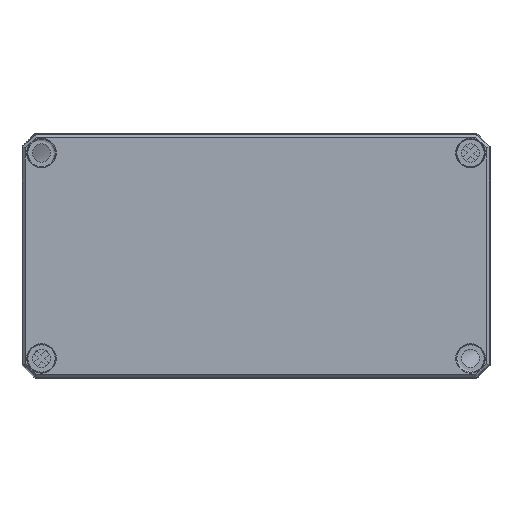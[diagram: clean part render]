
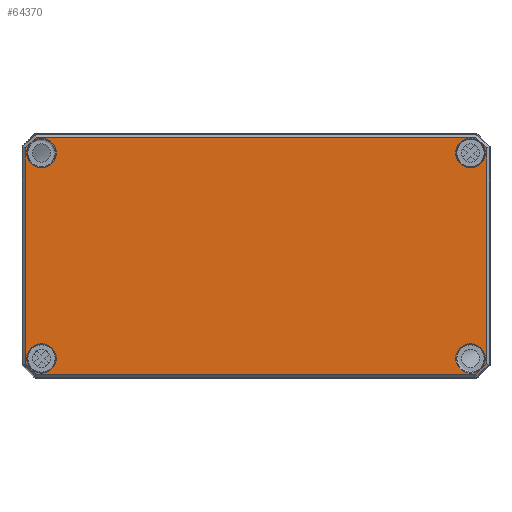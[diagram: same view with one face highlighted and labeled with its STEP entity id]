
A CAD part, top view. The second image highlights one B-rep face of the part: STEP entity #64370.
In plain terms, the highlighted planar face has unit normal (0, 0, 1).
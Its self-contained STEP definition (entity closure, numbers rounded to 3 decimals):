
#1871=CIRCLE('',#67735,5.672);
#1875=CIRCLE('',#67741,5.672);
#1876=CIRCLE('',#67742,5.672);
#1877=CIRCLE('',#67743,5.672);
#1878=CIRCLE('',#67744,5.672);
#1879=CIRCLE('',#67745,5.672);
#2852=FACE_BOUND('',#11330,.T.);
#2853=FACE_BOUND('',#11331,.T.);
#2854=FACE_BOUND('',#11332,.T.);
#2855=FACE_BOUND('',#11333,.T.);
#4082=PLANE('',#67740);
#7323=FACE_OUTER_BOUND('',#11329,.T.);
#11329=EDGE_LOOP('',(#56806,#56807,#56808,#56809,#56810,#56811,#56812,#56813));
#11330=EDGE_LOOP('',(#56814,#56815));
#11331=EDGE_LOOP('',(#56816,#56817));
#11332=EDGE_LOOP('',(#56818));
#11333=EDGE_LOOP('',(#56819));
#16418=LINE('',#114836,#21466);
#16419=LINE('',#114838,#21467);
#16420=LINE('',#114840,#21468);
#16421=LINE('',#114842,#21469);
#16422=LINE('',#114844,#21470);
#16423=LINE('',#114846,#21471);
#16424=LINE('',#114848,#21472);
#16425=LINE('',#114849,#21473);
#21466=VECTOR('',#78622,10.);
#21467=VECTOR('',#78623,10.);
#21468=VECTOR('',#78624,10.);
#21469=VECTOR('',#78625,10.);
#21470=VECTOR('',#78626,10.);
#21471=VECTOR('',#78627,10.);
#21472=VECTOR('',#78628,10.);
#21473=VECTOR('',#78629,10.);
#30315=VERTEX_POINT('',#114824);
#30318=VERTEX_POINT('',#114834);
#30319=VERTEX_POINT('',#114835);
#30320=VERTEX_POINT('',#114837);
#30321=VERTEX_POINT('',#114839);
#30322=VERTEX_POINT('',#114841);
#30323=VERTEX_POINT('',#114843);
#30324=VERTEX_POINT('',#114845);
#30325=VERTEX_POINT('',#114847);
#30326=VERTEX_POINT('',#114850);
#30327=VERTEX_POINT('',#114851);
#30328=VERTEX_POINT('',#114854);
#30329=VERTEX_POINT('',#114855);
#30330=VERTEX_POINT('',#114858);
#39234=EDGE_CURVE('',#30315,#30315,#1871,.T.);
#39239=EDGE_CURVE('',#30318,#30319,#16418,.T.);
#39240=EDGE_CURVE('',#30320,#30318,#16419,.T.);
#39241=EDGE_CURVE('',#30321,#30320,#16420,.T.);
#39242=EDGE_CURVE('',#30322,#30321,#16421,.T.);
#39243=EDGE_CURVE('',#30323,#30322,#16422,.T.);
#39244=EDGE_CURVE('',#30324,#30323,#16423,.T.);
#39245=EDGE_CURVE('',#30325,#30324,#16424,.T.);
#39246=EDGE_CURVE('',#30319,#30325,#16425,.T.);
#39247=EDGE_CURVE('',#30326,#30327,#1875,.T.);
#39248=EDGE_CURVE('',#30327,#30326,#1876,.T.);
#39249=EDGE_CURVE('',#30328,#30329,#1877,.T.);
#39250=EDGE_CURVE('',#30329,#30328,#1878,.T.);
#39251=EDGE_CURVE('',#30330,#30330,#1879,.T.);
#56806=ORIENTED_EDGE('',*,*,#39239,.F.);
#56807=ORIENTED_EDGE('',*,*,#39240,.F.);
#56808=ORIENTED_EDGE('',*,*,#39241,.F.);
#56809=ORIENTED_EDGE('',*,*,#39242,.F.);
#56810=ORIENTED_EDGE('',*,*,#39243,.F.);
#56811=ORIENTED_EDGE('',*,*,#39244,.F.);
#56812=ORIENTED_EDGE('',*,*,#39245,.F.);
#56813=ORIENTED_EDGE('',*,*,#39246,.F.);
#56814=ORIENTED_EDGE('',*,*,#39247,.F.);
#56815=ORIENTED_EDGE('',*,*,#39248,.F.);
#56816=ORIENTED_EDGE('',*,*,#39249,.F.);
#56817=ORIENTED_EDGE('',*,*,#39250,.F.);
#56818=ORIENTED_EDGE('',*,*,#39251,.F.);
#56819=ORIENTED_EDGE('',*,*,#39234,.F.);
#64370=ADVANCED_FACE('',(#7323,#2852,#2853,#2854,#2855),#4082,.T.);
#67735=AXIS2_PLACEMENT_3D('',#114825,#78609,#78610);
#67740=AXIS2_PLACEMENT_3D('',#114833,#78620,#78621);
#67741=AXIS2_PLACEMENT_3D('',#114852,#78630,#78631);
#67742=AXIS2_PLACEMENT_3D('',#114853,#78632,#78633);
#67743=AXIS2_PLACEMENT_3D('',#114856,#78634,#78635);
#67744=AXIS2_PLACEMENT_3D('',#114857,#78636,#78637);
#67745=AXIS2_PLACEMENT_3D('',#114859,#78638,#78639);
#78609=DIRECTION('center_axis',(0.,0.,1.));
#78610=DIRECTION('ref_axis',(-1.,0.,0.));
#78620=DIRECTION('center_axis',(0.,0.,1.));
#78621=DIRECTION('ref_axis',(1.,0.,0.));
#78622=DIRECTION('',(0.707,-0.707,0.));
#78623=DIRECTION('',(1.,0.,0.));
#78624=DIRECTION('',(0.707,0.707,0.));
#78625=DIRECTION('',(0.,1.,0.));
#78626=DIRECTION('',(-0.707,0.707,0.));
#78627=DIRECTION('',(-1.,0.,0.));
#78628=DIRECTION('',(-0.707,-0.707,0.));
#78629=DIRECTION('',(0.,-1.,0.));
#78630=DIRECTION('center_axis',(0.,0.,1.));
#78631=DIRECTION('ref_axis',(1.,0.,0.));
#78632=DIRECTION('center_axis',(0.,0.,1.));
#78633=DIRECTION('ref_axis',(1.,0.,0.));
#78634=DIRECTION('center_axis',(0.,0.,1.));
#78635=DIRECTION('ref_axis',(1.,0.,0.));
#78636=DIRECTION('center_axis',(0.,0.,1.));
#78637=DIRECTION('ref_axis',(1.,0.,0.));
#78638=DIRECTION('center_axis',(0.,0.,1.));
#78639=DIRECTION('ref_axis',(-1.,0.,0.));
#114824=CARTESIAN_POINT('',(-76.828,39.5,39.));
#114825=CARTESIAN_POINT('Origin',(-82.5,39.5,39.));
#114833=CARTESIAN_POINT('Origin',(0.,0.,
39.));
#114834=CARTESIAN_POINT('',(84.445,45.66,39.));
#114835=CARTESIAN_POINT('',(88.66,41.445,39.));
#114836=CARTESIAN_POINT('',(74.552,55.552,39.));
#114837=CARTESIAN_POINT('',(-84.445,45.66,39.));
#114838=CARTESIAN_POINT('',(-42.5,45.66,39.));
#114839=CARTESIAN_POINT('',(-88.66,41.445,39.));
#114840=CARTESIAN_POINT('',(-77.052,53.052,39.));
#114841=CARTESIAN_POINT('',(-88.66,-41.445,39.));
#114842=CARTESIAN_POINT('',(-88.66,-21.,39.));
#114843=CARTESIAN_POINT('',(-84.445,-45.66,39.));
#114844=CARTESIAN_POINT('',(-74.552,-55.552,39.));
#114845=CARTESIAN_POINT('',(84.445,-45.66,39.));
#114846=CARTESIAN_POINT('',(42.5,-45.66,39.));
#114847=CARTESIAN_POINT('',(88.66,-41.445,39.));
#114848=CARTESIAN_POINT('',(77.052,-53.052,39.));
#114849=CARTESIAN_POINT('',(88.66,21.,39.));
#114850=CARTESIAN_POINT('',(76.828,39.5,39.));
#114851=CARTESIAN_POINT('',(88.172,39.5,39.));
#114852=CARTESIAN_POINT('Origin',(82.5,39.5,39.));
#114853=CARTESIAN_POINT('Origin',(82.5,39.5,39.));
#114854=CARTESIAN_POINT('',(76.828,-39.5,39.));
#114855=CARTESIAN_POINT('',(88.172,-39.5,39.));
#114856=CARTESIAN_POINT('Origin',(82.5,-39.5,39.));
#114857=CARTESIAN_POINT('Origin',(82.5,-39.5,39.));
#114858=CARTESIAN_POINT('',(-76.828,-39.5,39.));
#114859=CARTESIAN_POINT('Origin',(-82.5,-39.5,39.));
